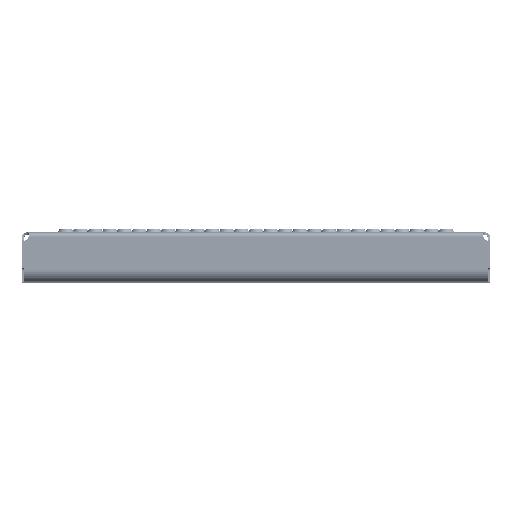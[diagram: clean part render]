
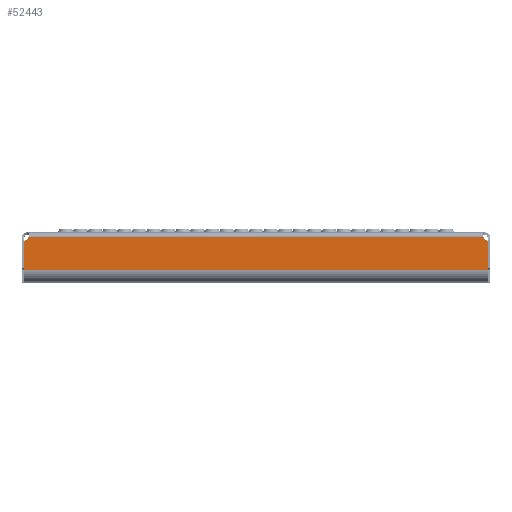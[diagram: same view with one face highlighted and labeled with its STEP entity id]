
A CAD part, top view. The second image highlights one B-rep face of the part: STEP entity #52443.
In plain terms, the highlighted planar face has unit normal (0, 0, 1).
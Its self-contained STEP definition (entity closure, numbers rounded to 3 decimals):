
#16329 = CARTESIAN_POINT ( 'NONE',  ( -197.99, -7.185, 112.5 ) ) ;
#16403 = LINE ( 'NONE', #16594, #16592 ) ;
#16591 = DIRECTION ( 'NONE',  ( 0., -1., 0. ) ) ;
#16592 = VECTOR ( 'NONE', #16591, 1000. ) ;
#16594 = CARTESIAN_POINT ( 'NONE',  ( -197.99, -7.185, 112.5 ) ) ;
#16639 = CARTESIAN_POINT ( 'NONE',  ( 194.302, -4., 112.5 ) ) ;
#16832 = CARTESIAN_POINT ( 'NONE',  ( -194.302, -4., 112.5 ) ) ;
#17086 = CARTESIAN_POINT ( 'NONE',  ( -197.99, -32.498, 112.5 ) ) ;
#17231 = DIRECTION ( 'NONE',  ( 1., 0., 0. ) ) ;
#17233 = VECTOR ( 'NONE', #17231, 1000. ) ;
#17235 = CARTESIAN_POINT ( 'NONE',  ( -197.99, -32.498, 112.5 ) ) ;
#17265 = LINE ( 'NONE', #17235, #17233 ) ;
#17272 = DIRECTION ( 'NONE',  ( 0., -1., 0. ) ) ;
#17273 = DIRECTION ( 'NONE',  ( 0., 0., -1. ) ) ;
#17274 = CARTESIAN_POINT ( 'NONE',  ( 199., -2.288, 112.5 ) ) ;
#17276 = AXIS2_PLACEMENT_3D ( 'NONE', #17274, #17273, #17272 ) ;
#17278 = CIRCLE ( 'NONE', #17276, 5. ) ;
#17285 = DIRECTION ( 'NONE',  ( 0., -1., 0. ) ) ;
#17287 = DIRECTION ( 'NONE',  ( 0., 0., 1. ) ) ;
#17308 = CARTESIAN_POINT ( 'NONE',  ( -199., 220.712, 112.5 ) ) ;
#17311 = AXIS2_PLACEMENT_3D ( 'NONE', #17308, #17287, #17285 ) ;
#17325 = PLANE ( 'NONE',  #17311 ) ;
#17341 = FACE_OUTER_BOUND ( 'NONE', #52331, .T. ) ;
#17475 = CARTESIAN_POINT ( 'NONE',  ( 197.99, -32.498, 112.5 ) ) ;
#17933 = CARTESIAN_POINT ( 'NONE',  ( 197.99, -7.185, 112.5 ) ) ;
#17968 = DIRECTION ( 'NONE',  ( 1., 0., 0. ) ) ;
#17970 = VECTOR ( 'NONE', #17968, 1000. ) ;
#17982 = DIRECTION ( 'NONE',  ( 0., 1., 0. ) ) ;
#17984 = VECTOR ( 'NONE', #17982, 1000. ) ;
#18000 = CARTESIAN_POINT ( 'NONE',  ( -199., -4., 112.5 ) ) ;
#18001 = LINE ( 'NONE', #18000, #17970 ) ;
#18017 = LINE ( 'NONE', #17933, #17984 ) ;
#18281 = AXIS2_PLACEMENT_3D ( 'NONE', #18372, #18371, #18369 ) ;
#18369 = DIRECTION ( 'NONE',  ( 0., -1., 0. ) ) ;
#18371 = DIRECTION ( 'NONE',  ( 0., 0., -1. ) ) ;
#18372 = CARTESIAN_POINT ( 'NONE',  ( -199., -2.288, 112.5 ) ) ;
#18406 = CIRCLE ( 'NONE', #18281, 5. ) ;
#18433 = CARTESIAN_POINT ( 'NONE',  ( 197.99, -7.185, 112.5 ) ) ;
#51758 = VERTEX_POINT ( 'NONE', #16329 ) ;
#51827 = EDGE_CURVE ( 'NONE', #51758, #52286, #16403, .T. ) ;
#51873 = VERTEX_POINT ( 'NONE', #16639 ) ;
#52017 = VERTEX_POINT ( 'NONE', #16832 ) ;
#52259 = ORIENTED_EDGE ( 'NONE', *, *, #51827, .T. ) ;
#52286 = VERTEX_POINT ( 'NONE', #17086 ) ;
#52331 = EDGE_LOOP ( 'NONE', ( #52727, #52717, #52786, #52651, #52589, #52259 ) ) ;
#52335 = EDGE_CURVE ( 'NONE', #52286, #52534, #17265, .T. ) ;
#52443 = ADVANCED_FACE ( 'NONE', ( #17341 ), #17325, .T. ) ;
#52446 = EDGE_CURVE ( 'NONE', #52773, #51873, #17278, .T. ) ;
#52534 = VERTEX_POINT ( 'NONE', #17475 ) ;
#52589 = ORIENTED_EDGE ( 'NONE', *, *, #52746, .T. ) ;
#52649 = EDGE_CURVE ( 'NONE', #52534, #52773, #18017, .T. ) ;
#52651 = ORIENTED_EDGE ( 'NONE', *, *, #52652, .F. ) ;
#52652 = EDGE_CURVE ( 'NONE', #52017, #51873, #18001, .T. ) ;
#52717 = ORIENTED_EDGE ( 'NONE', *, *, #52649, .T. ) ;
#52727 = ORIENTED_EDGE ( 'NONE', *, *, #52335, .T. ) ;
#52746 = EDGE_CURVE ( 'NONE', #52017, #51758, #18406, .T. ) ;
#52773 = VERTEX_POINT ( 'NONE', #18433 ) ;
#52786 = ORIENTED_EDGE ( 'NONE', *, *, #52446, .T. ) ;
